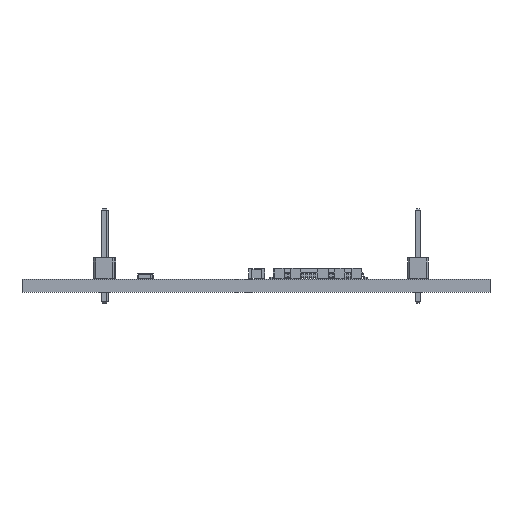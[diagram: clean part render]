
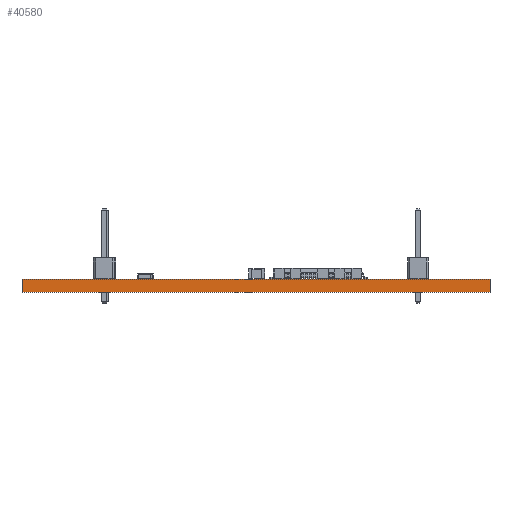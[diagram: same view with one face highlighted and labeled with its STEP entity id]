
A CAD part, front view. The second image highlights one B-rep face of the part: STEP entity #40580.
In plain terms, the highlighted planar face has unit normal (0, -1, 0).
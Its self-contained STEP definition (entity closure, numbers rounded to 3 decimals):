
#40580 = ADVANCED_FACE('',(#40581),#40615,.T.);
#40581 = FACE_BOUND('',#40582,.T.);
#40582 = EDGE_LOOP('',(#40583,#40593,#40601,#40609));
#40583 = ORIENTED_EDGE('',*,*,#40584,.T.);
#40584 = EDGE_CURVE('',#40585,#40587,#40589,.T.);
#40585 = VERTEX_POINT('',#40586);
#40586 = CARTESIAN_POINT('',(186.,-115.,0.));
#40587 = VERTEX_POINT('',#40588);
#40588 = CARTESIAN_POINT('',(186.,-115.,1.6));
#40589 = LINE('',#40590,#40591);
#40590 = CARTESIAN_POINT('',(186.,-115.,0.));
#40591 = VECTOR('',#40592,1.);
#40592 = DIRECTION('',(0.,0.,1.));
#40593 = ORIENTED_EDGE('',*,*,#40594,.T.);
#40594 = EDGE_CURVE('',#40587,#40595,#40597,.T.);
#40595 = VERTEX_POINT('',#40596);
#40596 = CARTESIAN_POINT('',(128.8,-115.,1.6));
#40597 = LINE('',#40598,#40599);
#40598 = CARTESIAN_POINT('',(186.,-115.,1.6));
#40599 = VECTOR('',#40600,1.);
#40600 = DIRECTION('',(-1.,0.,0.));
#40601 = ORIENTED_EDGE('',*,*,#40602,.F.);
#40602 = EDGE_CURVE('',#40603,#40595,#40605,.T.);
#40603 = VERTEX_POINT('',#40604);
#40604 = CARTESIAN_POINT('',(128.8,-115.,0.));
#40605 = LINE('',#40606,#40607);
#40606 = CARTESIAN_POINT('',(128.8,-115.,0.));
#40607 = VECTOR('',#40608,1.);
#40608 = DIRECTION('',(0.,0.,1.));
#40609 = ORIENTED_EDGE('',*,*,#40610,.F.);
#40610 = EDGE_CURVE('',#40585,#40603,#40611,.T.);
#40611 = LINE('',#40612,#40613);
#40612 = CARTESIAN_POINT('',(186.,-115.,0.));
#40613 = VECTOR('',#40614,1.);
#40614 = DIRECTION('',(-1.,0.,0.));
#40615 = PLANE('',#40616);
#40616 = AXIS2_PLACEMENT_3D('',#40617,#40618,#40619);
#40617 = CARTESIAN_POINT('',(186.,-115.,0.));
#40618 = DIRECTION('',(0.,-1.,0.));
#40619 = DIRECTION('',(-1.,0.,0.));
